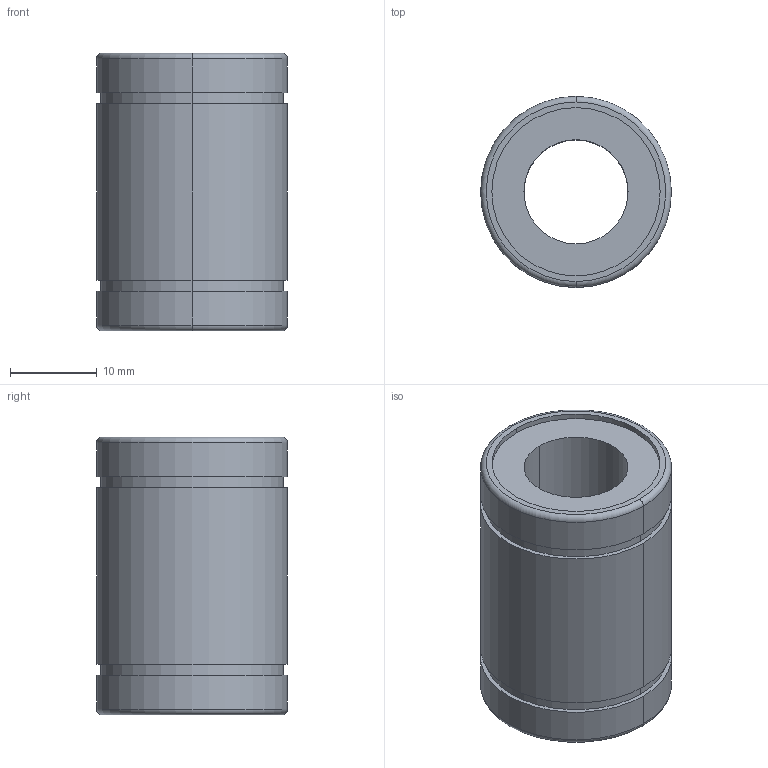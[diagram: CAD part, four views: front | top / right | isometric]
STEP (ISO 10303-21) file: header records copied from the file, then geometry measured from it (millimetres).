
FILE_DESCRIPTION (( 'STEP AP214' ), '1' );
FILE_NAME ('BallBearing_323C009F87.step', '2022-12-01T15:42:48', ( '' ), ( '' ), 'SwSTEP 2.0', 'SolidWorks 2019', '' );
FILE_SCHEMA (( 'AUTOMOTIVE_DESIGN' ));
Length unit declared in the file: inch
Products named in the file (3): YHY3hVDWx9_CADModel_0; BallBearing_323C009F87
Assembly tree (1 placements, depth 2):
  YHY3hVDWx9_CADModel_0
  BallBearing_323C009F87
    YHY3hVDWx9_CADModel_0
Bounding box: 22 x 22 x 32 mm (x, y, z)
Volume: 8207.6 mm3; surface area: 4070.2 mm2
Topology: 1 solids, 1 shells, 28 faces, 56 edges, 36 vertices
Faces by surface type: cylinder 16, plane 8, torus 4
Entity records: 1205 total; most frequent: DIRECTION 162, CARTESIAN_POINT 125, ORIENTED_EDGE 112, AXIS2_PLACEMENT_3D 73, EDGE_CURVE 56, CIRCLE 40, VERTEX_POINT 36, EDGE_LOOP 36
